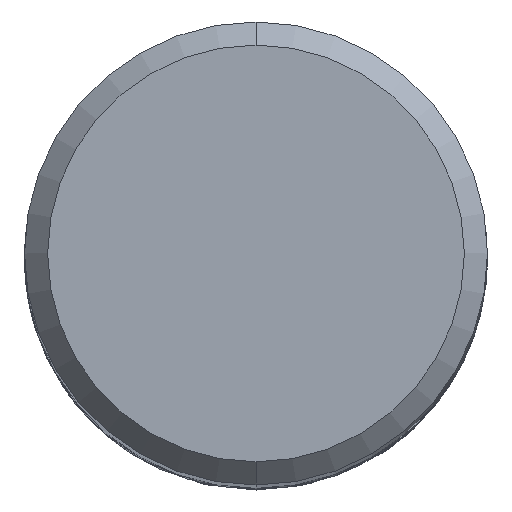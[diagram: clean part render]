
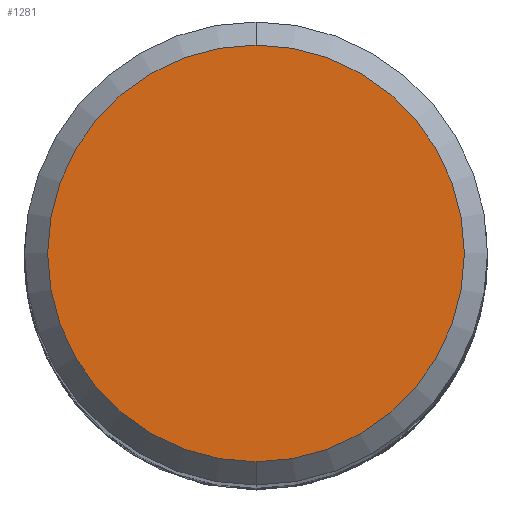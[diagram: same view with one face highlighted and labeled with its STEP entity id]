
A CAD part, top view. The second image highlights one B-rep face of the part: STEP entity #1281.
In plain terms, the highlighted planar face has unit normal (0, 0, 1).
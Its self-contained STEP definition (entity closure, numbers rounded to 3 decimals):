
#545=EDGE_CURVE('',#821,#675,#1478,.T.);
#675=VERTEX_POINT('',#1615);
#821=VERTEX_POINT('',#1773);
#1241=EDGE_CURVE('',#675,#821,#2236,.T.);
#1281=ADVANCED_FACE('',(#2279),#2280,.T.);
#1478=CIRCLE('',#3807,5.4);
#1615=CARTESIAN_POINT('',(0.0,5.4,0.0));
#1773=CARTESIAN_POINT('',(0.,-5.4,0.0));
#2236=CIRCLE('',#11754,5.4);
#2279=FACE_OUTER_BOUND('',#12002,.T.);
#2280=PLANE('',#12003);
#3807=AXIS2_PLACEMENT_3D('',#13359,#13360,#13361);
#11754=AXIS2_PLACEMENT_3D('',#14097,#14098,#14099);
#12002=EDGE_LOOP('',(#14156,#14157));
#12003=AXIS2_PLACEMENT_3D('',#14158,#14159,#14160);
#13359=CARTESIAN_POINT('',(0.0,0.0,0.0));
#13360=DIRECTION('',(0.0,0.0,-1.0));
#13361=DIRECTION('',(0.0,1.0,0.0));
#14097=CARTESIAN_POINT('',(0.0,0.0,0.0));
#14098=DIRECTION('',(0.0,0.0,-1.0));
#14099=DIRECTION('',(0.0,1.0,0.0));
#14156=ORIENTED_EDGE('',*,*,#1241,.F.);
#14157=ORIENTED_EDGE('',*,*,#545,.F.);
#14158=CARTESIAN_POINT('',(0.0,2.7,0.0));
#14159=DIRECTION('',(-0.0,0.0,1.0));
#14160=DIRECTION('',(0.0,-1.0,0.0));
